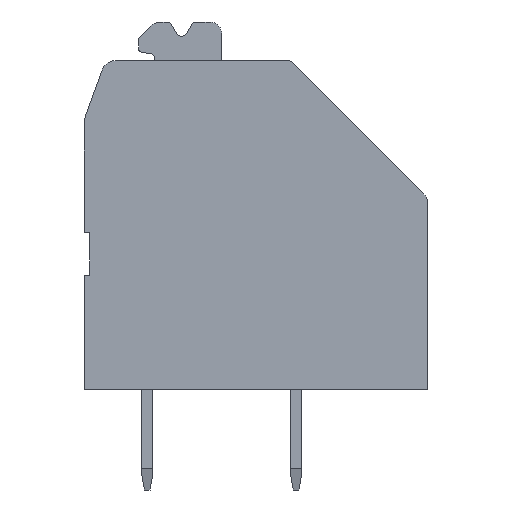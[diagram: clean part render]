
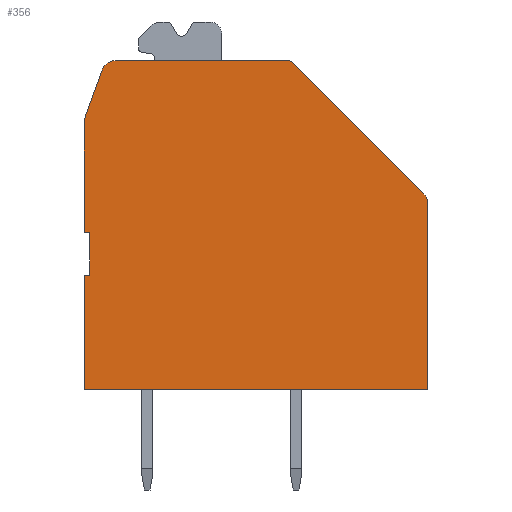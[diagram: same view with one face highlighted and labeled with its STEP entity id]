
A CAD part, front view. The second image highlights one B-rep face of the part: STEP entity #356.
In plain terms, the highlighted planar face has unit normal (0, -1, 0).
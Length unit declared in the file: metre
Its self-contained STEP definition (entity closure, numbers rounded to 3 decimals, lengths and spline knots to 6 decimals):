
#356 = ADVANCED_FACE( '', ( #1477 ), #1478, .F. );
#1477 = FACE_OUTER_BOUND( '', #3744, .T. );
#1478 = PLANE( '', #3745 );
#3744 = EDGE_LOOP( '', ( #8502, #8503, #8504, #8505, #8506, #8507, #8508, #8509, #8510, #8511, #8512, #8513, #8514, #8515 ) );
#3745 = AXIS2_PLACEMENT_3D( '', #8516, #8517, #8518 );
#8502 = ORIENTED_EDGE( '', *, *, #11872, .F. );
#8503 = ORIENTED_EDGE( '', *, *, #11874, .F. );
#8504 = ORIENTED_EDGE( '', *, *, #13040, .F. );
#8505 = ORIENTED_EDGE( '', *, *, #13041, .F. );
#8506 = ORIENTED_EDGE( '', *, *, #13016, .F. );
#8507 = ORIENTED_EDGE( '', *, *, #13021, .F. );
#8508 = ORIENTED_EDGE( '', *, *, #13019, .F. );
#8509 = ORIENTED_EDGE( '', *, *, #13042, .F. );
#8510 = ORIENTED_EDGE( '', *, *, #13043, .F. );
#8511 = ORIENTED_EDGE( '', *, *, #13044, .F. );
#8512 = ORIENTED_EDGE( '', *, *, #13045, .F. );
#8513 = ORIENTED_EDGE( '', *, *, #13046, .F. );
#8514 = ORIENTED_EDGE( '', *, *, #11941, .F. );
#8515 = ORIENTED_EDGE( '', *, *, #13047, .F. );
#8516 = CARTESIAN_POINT( '', ( 0.0012, -0.005, 0.00555 ) );
#8517 = DIRECTION( '', ( 0., 1., 0. ) );
#8518 = DIRECTION( '', ( -1., 0., 0. ) );
#11872 = EDGE_CURVE( '', #13948, #13946, #13950, .T. );
#11874 = EDGE_CURVE( '', #13951, #13948, #13953, .T. );
#11941 = EDGE_CURVE( '', #14075, #14073, #14077, .T. );
#13016 = EDGE_CURVE( '', #15931, #15933, #15934, .T. );
#13019 = EDGE_CURVE( '', #15936, #15938, #15939, .T. );
#13021 = EDGE_CURVE( '', #15938, #15931, #15941, .T. );
#13040 = EDGE_CURVE( '', #15977, #13951, #15978, .T. );
#13041 = EDGE_CURVE( '', #15933, #15977, #15979, .T. );
#13042 = EDGE_CURVE( '', #15980, #15936, #15981, .T. );
#13043 = EDGE_CURVE( '', #15982, #15980, #15983, .T. );
#13044 = EDGE_CURVE( '', #15984, #15982, #15985, .T. );
#13045 = EDGE_CURVE( '', #15986, #15984, #15987, .T. );
#13046 = EDGE_CURVE( '', #14073, #15986, #15988, .T. );
#13047 = EDGE_CURVE( '', #13946, #14075, #15989, .T. );
#13946 = VERTEX_POINT( '', #17267 );
#13948 = VERTEX_POINT( '', #17270 );
#13950 = CIRCLE( '', #17273, 0.0005 );
#13951 = VERTEX_POINT( '', #17274 );
#13953 = LINE( '', #17277, #17278 );
#14073 = VERTEX_POINT( '', #17657 );
#14075 = VERTEX_POINT( '', #17660 );
#14077 = CIRCLE( '', #17663, 0.0002 );
#15931 = VERTEX_POINT( '', #21436 );
#15933 = VERTEX_POINT( '', #21439 );
#15934 = LINE( '', #21440, #21441 );
#15936 = VERTEX_POINT( '', #21444 );
#15938 = VERTEX_POINT( '', #21447 );
#15939 = LINE( '', #21448, #21449 );
#15941 = LINE( '', #21452, #21453 );
#15977 = VERTEX_POINT( '', #21496 );
#15978 = CIRCLE( '', #21497, 0.001 );
#15979 = LINE( '', #21498, #21499 );
#15980 = VERTEX_POINT( '', #21500 );
#15981 = LINE( '', #21501, #21502 );
#15982 = VERTEX_POINT( '', #21503 );
#15983 = LINE( '', #21504, #21505 );
#15984 = VERTEX_POINT( '', #21506 );
#15985 = LINE( '', #21507, #21508 );
#15986 = VERTEX_POINT( '', #21509 );
#15987 = CIRCLE( '', #21510, 0.000483 );
#15988 = LINE( '', #21511, #21512 );
#15989 = LINE( '', #21513, #21514 );
#17267 = CARTESIAN_POINT( '', ( 0.001078, -0.005, 0.01125 ) );
#17270 = CARTESIAN_POINT( '', ( 0.00062, -0.005, 0.010921 ) );
#17273 = AXIS2_PLACEMENT_3D( '', #23362, #23363, #23364 );
#17274 = CARTESIAN_POINT( '', ( 0.00006, -0.005, 0.009383 ) );
#17277 = CARTESIAN_POINT( '', ( 0.00006, -0.005, 0.009383 ) );
#17278 = VECTOR( '', #23366, 1. );
#17657 = CARTESIAN_POINT( '', ( 0.007259, -0.005, 0.011191 ) );
#17660 = CARTESIAN_POINT( '', ( 0.007117, -0.005, 0.01125 ) );
#17663 = AXIS2_PLACEMENT_3D( '', #23433, #23434, #23435 );
#21436 = CARTESIAN_POINT( '', ( 0.0002, -0.005, 0.00525 ) );
#21439 = CARTESIAN_POINT( '', ( 0., -0.005, 0.00525 ) );
#21440 = CARTESIAN_POINT( '', ( 0., -0.005, 0.00525 ) );
#21441 = VECTOR( '', #24955, 1. );
#21444 = CARTESIAN_POINT( '', ( 0., -0.005, 0.00375 ) );
#21447 = CARTESIAN_POINT( '', ( 0.0002, -0.005, 0.00375 ) );
#21448 = CARTESIAN_POINT( '', ( 0.0002, -0.005, 0.00375 ) );
#21449 = VECTOR( '', #24958, 1. );
#21452 = CARTESIAN_POINT( '', ( 0.0002, -0.005, 0.00525 ) );
#21453 = VECTOR( '', #24960, 1. );
#21496 = CARTESIAN_POINT( '', ( 0., -0.005, 0.009041 ) );
#21497 = AXIS2_PLACEMENT_3D( '', #25001, #25002, #25003 );
#21498 = CARTESIAN_POINT( '', ( 0., -0.005, 0.00525 ) );
#21499 = VECTOR( '', #25004, 1. );
#21500 = CARTESIAN_POINT( '', ( 0., -0.005, -0.00025 ) );
#21501 = CARTESIAN_POINT( '', ( 0., -0.005, -0.00025 ) );
#21502 = VECTOR( '', #25005, 1. );
#21503 = CARTESIAN_POINT( '', ( 0.012, -0.005, -0.00025 ) );
#21504 = CARTESIAN_POINT( '', ( 0., -0.005, -0.00025 ) );
#21505 = VECTOR( '', #25006, 1. );
#21506 = CARTESIAN_POINT( '', ( 0.012, -0.005, 0.00625 ) );
#21507 = CARTESIAN_POINT( '', ( 0.012, -0.005, 0.00625 ) );
#21508 = VECTOR( '', #25007, 1. );
#21509 = CARTESIAN_POINT( '', ( 0.011859, -0.005, 0.006591 ) );
#21510 = AXIS2_PLACEMENT_3D( '', #25008, #25009, #25010 );
#21511 = CARTESIAN_POINT( '', ( 0.007259, -0.005, 0.011191 ) );
#21512 = VECTOR( '', #25011, 1. );
#21513 = CARTESIAN_POINT( '', ( 0.001078, -0.005, 0.01125 ) );
#21514 = VECTOR( '', #25012, 1. );
#23362 = CARTESIAN_POINT( '', ( 0.00109, -0.005, 0.01075 ) );
#23363 = DIRECTION( '', ( 0., 1., 0. ) );
#23364 = DIRECTION( '', ( 1., 0., 0. ) );
#23366 = DIRECTION( '', ( 0.342, 0., 0.94 ) );
#23433 = CARTESIAN_POINT( '', ( 0.007117, -0.005, 0.01105 ) );
#23434 = DIRECTION( '', ( 0., 1., 0. ) );
#23435 = DIRECTION( '', ( 1., 0., 0. ) );
#24955 = DIRECTION( '', ( -1., 0., 0. ) );
#24958 = DIRECTION( '', ( 1., 0., 0. ) );
#24960 = DIRECTION( '', ( 0., 0., 1. ) );
#25001 = CARTESIAN_POINT( '', ( 0.001, -0.005, 0.009041 ) );
#25002 = DIRECTION( '', ( 0., 1., 0. ) );
#25003 = DIRECTION( '', ( 1., 0., 0. ) );
#25004 = DIRECTION( '', ( 0., 0., 1. ) );
#25005 = DIRECTION( '', ( 0., 0., 1. ) );
#25006 = DIRECTION( '', ( -1., 0., 0. ) );
#25007 = DIRECTION( '', ( 0., 0., -1. ) );
#25008 = CARTESIAN_POINT( '', ( 0.011517, -0.005, 0.00625 ) );
#25009 = DIRECTION( '', ( 0., 1., 0. ) );
#25010 = DIRECTION( '', ( -1., 0., 0. ) );
#25011 = DIRECTION( '', ( 0.707, 0., -0.707 ) );
#25012 = DIRECTION( '', ( 1., 0., 0. ) );
